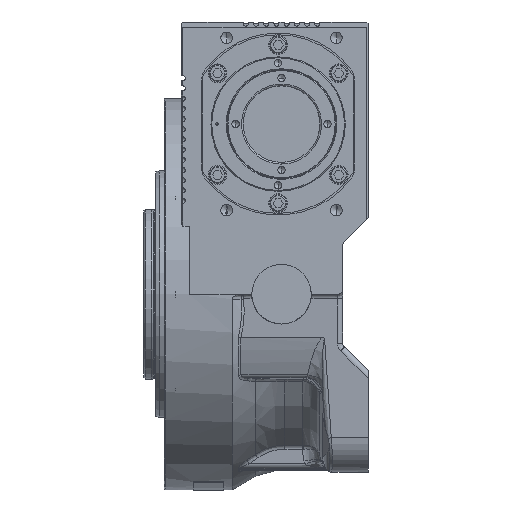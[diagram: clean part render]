
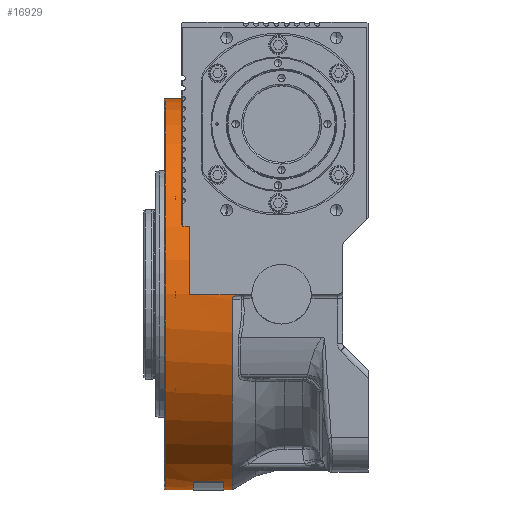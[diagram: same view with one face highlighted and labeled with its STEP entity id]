
A CAD part, left-side view. The second image highlights one B-rep face of the part: STEP entity #16929.
In plain terms, the highlighted cylindrical face has radius 115 mm (diameter 230 mm), a partial arc.
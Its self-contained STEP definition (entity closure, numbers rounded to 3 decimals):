
#254 = CARTESIAN_POINT ( 'NONE',  ( -32.527, 34., -110.304 ) ) ;
#837 = CARTESIAN_POINT ( 'NONE',  ( -114.997, 27.13, -0.786 ) ) ;
#1137 = CARTESIAN_POINT ( 'NONE',  ( -115., 23.068, 0. ) ) ;
#1552 = VECTOR ( 'NONE', #46654, 1000. ) ;
#1862 = CARTESIAN_POINT ( 'NONE',  ( -114.963, 29., -2.934 ) ) ;
#2192 = DIRECTION ( 'NONE',  ( 0., 1., 0. ) ) ;
#3565 = DIRECTION ( 'NONE',  ( 0., 0., 1. ) ) ;
#4268 = DIRECTION ( 'NONE',  ( 0., 1., 0. ) ) ;
#4489 = ORIENTED_EDGE ( 'NONE', *, *, #46936, .F. ) ;
#5859 = VERTEX_POINT ( 'NONE', #1862 ) ;
#5939 = EDGE_CURVE ( 'NONE', #5859, #57775, #18606, .T. ) ;
#6002 = DIRECTION ( 'NONE',  ( 0., 1., 0. ) ) ;
#6432 = CARTESIAN_POINT ( 'NONE',  ( 0., 68.2, 0. ) ) ;
#6750 = LINE ( 'NONE', #50179, #8543 ) ;
#7363 = DIRECTION ( 'NONE',  ( 0., 1., 0. ) ) ;
#7408 = CIRCLE ( 'NONE', #29554, 115. ) ;
#7665 = ORIENTED_EDGE ( 'NONE', *, *, #29045, .F. ) ;
#8495 = CARTESIAN_POINT ( 'NONE',  ( -114.99, 28.261, -1.509 ) ) ;
#8504 = VERTEX_POINT ( 'NONE', #21561 ) ;
#8543 = VECTOR ( 'NONE', #7363, 1000. ) ;
#9125 = CARTESIAN_POINT ( 'NONE',  ( -114.998, 26.856, -0.669 ) ) ;
#9193 = CIRCLE ( 'NONE', #46390, 115. ) ;
#10733 = LINE ( 'NONE', #38772, #16392 ) ;
#10757 = LINE ( 'NONE', #30859, #20284 ) ;
#11295 = VERTEX_POINT ( 'NONE', #254 ) ;
#12214 = FACE_OUTER_BOUND ( 'NONE', #33962, .T. ) ;
#13018 = LINE ( 'NONE', #27463, #1552 ) ;
#13742 = EDGE_CURVE ( 'NONE', #8504, #55445, #61746, .T. ) ;
#14041 = EDGE_CURVE ( 'NONE', #40461, #57057, #7408, .T. ) ;
#14065 = DIRECTION ( 'NONE',  ( 0., 0., 1. ) ) ;
#14472 = AXIS2_PLACEMENT_3D ( 'NONE', #26122, #2192, #59816 ) ;
#15347 = EDGE_CURVE ( 'NONE', #55445, #40461, #10757, .T. ) ;
#16392 = VECTOR ( 'NONE', #6002, 1000. ) ;
#16929 = ADVANCED_FACE ( 'NONE', ( #12214 ), #30443, .T. ) ;
#17486 = CIRCLE ( 'NONE', #14472, 115. ) ;
#18260 = CARTESIAN_POINT ( 'NONE',  ( -114.966, 29., -2.782 ) ) ;
#18606 = B_SPLINE_CURVE_WITH_KNOTS ( 'NONE', 3,
 ( #18895, #18260, #43980, #32404, #51634, #33045, #37453, #47512, #8495, #23621, #58166, #837, #9125, #56380, #22998, #20054, #39264, #23305, #52275, #1137 ),
 .UNSPECIFIED., .F., .F.,
 ( 4, 2, 2, 2, 2, 2, 2, 2, 2, 4 ),
 ( 0., 0., 0.001, 0.001, 0.002, 0.003, 0.004, 0.004, 0.005, 0.007 ),
 .UNSPECIFIED. ) ;
#18895 = CARTESIAN_POINT ( 'NONE',  ( -114.963, 29., -2.934 ) ) ;
#19997 = DIRECTION ( 'NONE',  ( 0., -1., 0. ) ) ;
#20001 = CARTESIAN_POINT ( 'NONE',  ( 0., 68.2, -115. ) ) ;
#20054 = CARTESIAN_POINT ( 'NONE',  ( -115., 25.428, -0.237 ) ) ;
#20284 = VECTOR ( 'NONE', #25550, 1000. ) ;
#21118 = CARTESIAN_POINT ( 'NONE',  ( 0., 34., -115. ) ) ;
#21561 = CARTESIAN_POINT ( 'NONE',  ( -115., 54., 0. ) ) ;
#21692 = ORIENTED_EDGE ( 'NONE', *, *, #15347, .T. ) ;
#22998 = CARTESIAN_POINT ( 'NONE',  ( -114.999, 26.007, -0.38 ) ) ;
#23305 = CARTESIAN_POINT ( 'NONE',  ( -115., 24.259, -0.044 ) ) ;
#23469 = ORIENTED_EDGE ( 'NONE', *, *, #25496, .T. ) ;
#23621 = CARTESIAN_POINT ( 'NONE',  ( -114.994, 27.914, -1.226 ) ) ;
#23992 = EDGE_CURVE ( 'NONE', #38106, #5859, #17486, .T. ) ;
#25496 = EDGE_CURVE ( 'NONE', #38151, #11295, #13018, .T. ) ;
#25531 = AXIS2_PLACEMENT_3D ( 'NONE', #42903, #42295, #3565 ) ;
#25550 = DIRECTION ( 'NONE',  ( 0., 1., 0. ) ) ;
#25806 = VERTEX_POINT ( 'NONE', #21118 ) ;
#25820 = ORIENTED_EDGE ( 'NONE', *, *, #13742, .T. ) ;
#26122 = CARTESIAN_POINT ( 'NONE',  ( 0., 29., 0. ) ) ;
#27463 = CARTESIAN_POINT ( 'NONE',  ( -32.527, 55., -110.304 ) ) ;
#29045 = EDGE_CURVE ( 'NONE', #38106, #25806, #10733, .T. ) ;
#29136 = LINE ( 'NONE', #53694, #61846 ) ;
#29554 = AXIS2_PLACEMENT_3D ( 'NONE', #6432, #19997, #38891 ) ;
#29784 = EDGE_CURVE ( 'NONE', #46380, #38151, #39587, .T. ) ;
#30443 = CYLINDRICAL_SURFACE ( 'NONE', #57443, 115. ) ;
#30859 = CARTESIAN_POINT ( 'NONE',  ( 0., 55., 115. ) ) ;
#32404 = CARTESIAN_POINT ( 'NONE',  ( -114.976, 28.888, -2.345 ) ) ;
#33045 = CARTESIAN_POINT ( 'NONE',  ( -114.983, 28.667, -1.952 ) ) ;
#33962 = EDGE_LOOP ( 'NONE', ( #7665, #42382, #57320, #4489, #25820, #21692, #61050, #52821, #60384, #23469, #54117 ) ) ;
#35554 = AXIS2_PLACEMENT_3D ( 'NONE', #47091, #4268, #14065 ) ;
#35791 = DIRECTION ( 'NONE',  ( 0., -1., 0. ) ) ;
#35925 = CARTESIAN_POINT ( 'NONE',  ( 0., 52., -115. ) ) ;
#37453 = CARTESIAN_POINT ( 'NONE',  ( -114.985, 28.573, -1.832 ) ) ;
#37763 = CARTESIAN_POINT ( 'NONE',  ( -115., 23.068, 0. ) ) ;
#38106 = VERTEX_POINT ( 'NONE', #40739 ) ;
#38151 = VERTEX_POINT ( 'NONE', #55245 ) ;
#38772 = CARTESIAN_POINT ( 'NONE',  ( 0., 55., -115. ) ) ;
#38891 = DIRECTION ( 'NONE',  ( 0., 0., 1. ) ) ;
#39264 = CARTESIAN_POINT ( 'NONE',  ( -115., 25.137, -0.18 ) ) ;
#39587 = CIRCLE ( 'NONE', #35554, 115. ) ;
#40237 = DIRECTION ( 'NONE',  ( 0., 1., 0. ) ) ;
#40461 = VERTEX_POINT ( 'NONE', #44324 ) ;
#40739 = CARTESIAN_POINT ( 'NONE',  ( 0., 29., -115. ) ) ;
#42081 = EDGE_CURVE ( 'NONE', #11295, #25806, #9193, .T. ) ;
#42295 = DIRECTION ( 'NONE',  ( 0., 1., 0. ) ) ;
#42382 = ORIENTED_EDGE ( 'NONE', *, *, #23992, .T. ) ;
#42903 = CARTESIAN_POINT ( 'NONE',  ( 0., 54., 0. ) ) ;
#43980 = CARTESIAN_POINT ( 'NONE',  ( -114.97, 28.977, -2.634 ) ) ;
#44324 = CARTESIAN_POINT ( 'NONE',  ( 0., 68.2, 115. ) ) ;
#44631 = CARTESIAN_POINT ( 'NONE',  ( 0., 34., 0. ) ) ;
#46380 = VERTEX_POINT ( 'NONE', #35925 ) ;
#46390 = AXIS2_PLACEMENT_3D ( 'NONE', #44631, #35791, #54401 ) ;
#46654 = DIRECTION ( 'NONE',  ( 0., -1., 0. ) ) ;
#46936 = EDGE_CURVE ( 'NONE', #8504, #57775, #29136, .T. ) ;
#47091 = CARTESIAN_POINT ( 'NONE',  ( 0., 52., 0. ) ) ;
#47512 = CARTESIAN_POINT ( 'NONE',  ( -114.989, 28.37, -1.611 ) ) ;
#47905 = CARTESIAN_POINT ( 'NONE',  ( 0., 54., 115. ) ) ;
#48020 = DIRECTION ( 'NONE',  ( 0., -1., 0. ) ) ;
#49979 = CARTESIAN_POINT ( 'NONE',  ( 0., 55., 0. ) ) ;
#50179 = CARTESIAN_POINT ( 'NONE',  ( 0., 55., -115. ) ) ;
#51634 = CARTESIAN_POINT ( 'NONE',  ( -114.979, 28.823, -2.208 ) ) ;
#52275 = CARTESIAN_POINT ( 'NONE',  ( -115., 23.666, 0. ) ) ;
#52821 = ORIENTED_EDGE ( 'NONE', *, *, #54109, .F. ) ;
#53694 = CARTESIAN_POINT ( 'NONE',  ( -115., -51., 0. ) ) ;
#54109 = EDGE_CURVE ( 'NONE', #46380, #57057, #6750, .T. ) ;
#54117 = ORIENTED_EDGE ( 'NONE', *, *, #42081, .T. ) ;
#54401 = DIRECTION ( 'NONE',  ( 0., 0., 1. ) ) ;
#55245 = CARTESIAN_POINT ( 'NONE',  ( -32.527, 52., -110.304 ) ) ;
#55350 = DIRECTION ( 'NONE',  ( 0., 0., 1. ) ) ;
#55445 = VERTEX_POINT ( 'NONE', #47905 ) ;
#56380 = CARTESIAN_POINT ( 'NONE',  ( -114.999, 26.296, -0.466 ) ) ;
#57057 = VERTEX_POINT ( 'NONE', #20001 ) ;
#57320 = ORIENTED_EDGE ( 'NONE', *, *, #5939, .T. ) ;
#57443 = AXIS2_PLACEMENT_3D ( 'NONE', #49979, #40237, #55350 ) ;
#57775 = VERTEX_POINT ( 'NONE', #37763 ) ;
#58166 = CARTESIAN_POINT ( 'NONE',  ( -114.995, 27.657, -1.064 ) ) ;
#59816 = DIRECTION ( 'NONE',  ( 0., 0., 1. ) ) ;
#60384 = ORIENTED_EDGE ( 'NONE', *, *, #29784, .T. ) ;
#61050 = ORIENTED_EDGE ( 'NONE', *, *, #14041, .T. ) ;
#61746 = CIRCLE ( 'NONE', #25531, 115. ) ;
#61846 = VECTOR ( 'NONE', #48020, 1000. ) ;
